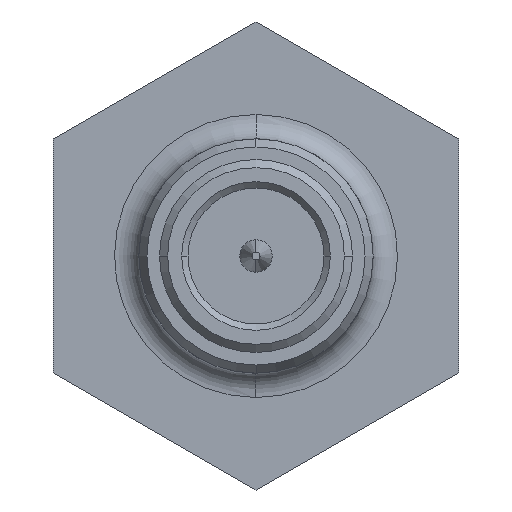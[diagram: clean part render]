
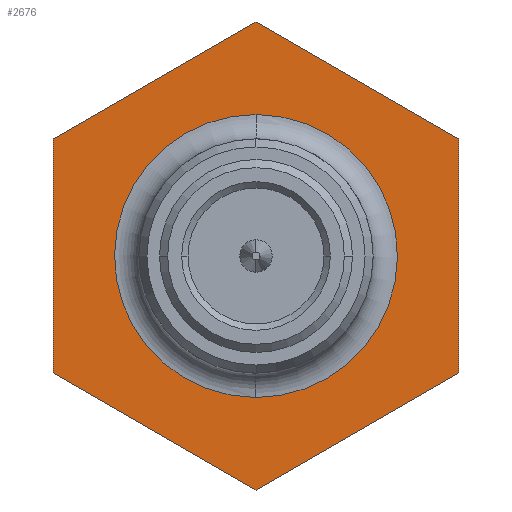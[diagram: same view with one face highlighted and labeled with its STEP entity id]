
A CAD part, left-side view. The second image highlights one B-rep face of the part: STEP entity #2676.
In plain terms, the highlighted planar face has unit normal (-1, 0, 0).
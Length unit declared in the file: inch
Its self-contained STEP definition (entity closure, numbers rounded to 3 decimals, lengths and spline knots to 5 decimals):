
#177=CARTESIAN_POINT('',(0.205,0.,0.));
#178=DIRECTION('',(1.,0.,0.));
#179=DIRECTION('',(0.,0.,-1.));
#180=AXIS2_PLACEMENT_3D('',#177,#178,#179);
#197=DIRECTION('',(0.,-0.866,0.5));
#198=VECTOR('',#197,0.14434);
#199=CARTESIAN_POINT('',(0.205,0.125,0.07217));
#200=LINE('',#199,#198);
#201=DIRECTION('',(0.,-0.866,-0.5));
#202=VECTOR('',#201,0.14434);
#203=CARTESIAN_POINT('',(0.205,0.,0.14434));
#204=LINE('',#203,#202);
#205=DIRECTION('',(0.,0.866,-0.5));
#206=VECTOR('',#205,0.14434);
#207=CARTESIAN_POINT('',(0.205,-0.125,-0.07217));
#208=LINE('',#207,#206);
#209=DIRECTION('',(0.,0.866,0.5));
#210=VECTOR('',#209,0.14434);
#211=CARTESIAN_POINT('',(0.205,0.,-0.14434));
#212=LINE('',#211,#210);
#213=CARTESIAN_POINT('',(0.205,0.,0.));
#214=DIRECTION('',(-1.,0.,0.));
#215=DIRECTION('',(0.,0.,-1.));
#216=AXIS2_PLACEMENT_3D('',#213,#214,#215);
#218=CARTESIAN_POINT('',(0.205,0.,0.));
#219=DIRECTION('',(-1.,0.,0.));
#220=DIRECTION('',(0.,0.,1.));
#221=AXIS2_PLACEMENT_3D('',#218,#219,#220);
#227=DIRECTION('',(0.,0.,-1.));
#228=VECTOR('',#227,0.14434);
#229=CARTESIAN_POINT('',(0.205,0.125,0.07217));
#230=LINE('',#229,#228);
#243=DIRECTION('',(0.,0.,1.));
#244=VECTOR('',#243,0.14434);
#245=CARTESIAN_POINT('',(0.205,-0.125,-0.07217));
#246=LINE('',#245,#244);
#1860=CARTESIAN_POINT('',(0.205,0.,0.));
#1861=DIRECTION('',(1.,0.,0.));
#1862=DIRECTION('',(0.,0.,1.));
#1863=AXIS2_PLACEMENT_3D('',#1860,#1861,#1862);
#2166=CARTESIAN_POINT('',(0.205,0.,0.08725));
#2167=CARTESIAN_POINT('',(0.205,0.0016,-0.08724));
#2168=VERTEX_POINT('',#2166);
#2169=VERTEX_POINT('',#2167);
#2170=CARTESIAN_POINT('',(0.205,0.,-0.08725));
#2171=VERTEX_POINT('',#2170);
#2172=CARTESIAN_POINT('',(0.205,0.125,0.07217));
#2173=CARTESIAN_POINT('',(0.205,0.,0.14434));
#2174=VERTEX_POINT('',#2172);
#2175=VERTEX_POINT('',#2173);
#2176=CARTESIAN_POINT('',(0.205,-0.125,0.07217));
#2177=VERTEX_POINT('',#2176);
#2178=CARTESIAN_POINT('',(0.205,-0.125,-0.07217));
#2179=VERTEX_POINT('',#2178);
#2180=CARTESIAN_POINT('',(0.205,0.,-0.14434));
#2181=VERTEX_POINT('',#2180);
#2182=CARTESIAN_POINT('',(0.205,0.125,-0.07217));
#2183=VERTEX_POINT('',#2182);
#2184=CARTESIAN_POINT('',(0.205,-0.0016,0.08724));
#2185=VERTEX_POINT('',#2184);
#2649=CARTESIAN_POINT('',(0.205,0.,0.));
#2650=DIRECTION('',(1.,0.,0.));
#2651=DIRECTION('',(0.,0.,1.));
#2652=AXIS2_PLACEMENT_3D('',#2649,#2650,#2651);
#2653=PLANE('',#2652);
#2655=ORIENTED_EDGE('',*,*,#2654,.T.);
#2657=ORIENTED_EDGE('',*,*,#2656,.T.);
#2659=ORIENTED_EDGE('',*,*,#2658,.F.);
#2661=ORIENTED_EDGE('',*,*,#2660,.T.);
#2663=ORIENTED_EDGE('',*,*,#2662,.T.);
#2665=ORIENTED_EDGE('',*,*,#2664,.F.);
#2666=EDGE_LOOP('',(#2655,#2657,#2659,#2661,#2663,#2665));
#2667=FACE_OUTER_BOUND('',#2666,.F.);
#2669=ORIENTED_EDGE('',*,*,#2668,.T.);
#2671=ORIENTED_EDGE('',*,*,#2670,.F.);
#2672=ORIENTED_EDGE('',*,*,#2638,.T.);
#2673=ORIENTED_EDGE('',*,*,#2636,.F.);
#2674=EDGE_LOOP('',(#2669,#2671,#2672,#2673));
#2675=FACE_BOUND('',#2674,.F.);
#2676=ADVANCED_FACE('',(#2667,#2675),#2653,.F.);
#181=CIRCLE('',#180,0.08725);
#217=CIRCLE('',#216,0.08725);
#222=CIRCLE('',#221,0.08725);
#1864=CIRCLE('',#1863,0.08725);
#2636=EDGE_CURVE('',#2171,#2169,#181,.T.);
#2638=EDGE_CURVE('',#2168,#2169,#222,.T.);
#2654=EDGE_CURVE('',#2174,#2175,#200,.T.);
#2656=EDGE_CURVE('',#2175,#2177,#204,.T.);
#2658=EDGE_CURVE('',#2179,#2177,#246,.T.);
#2660=EDGE_CURVE('',#2179,#2181,#208,.T.);
#2662=EDGE_CURVE('',#2181,#2183,#212,.T.);
#2664=EDGE_CURVE('',#2174,#2183,#230,.T.);
#2668=EDGE_CURVE('',#2171,#2185,#217,.T.);
#2670=EDGE_CURVE('',#2168,#2185,#1864,.T.);
